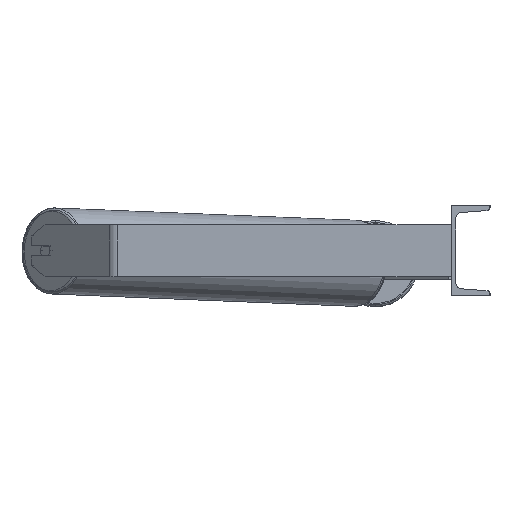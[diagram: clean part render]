
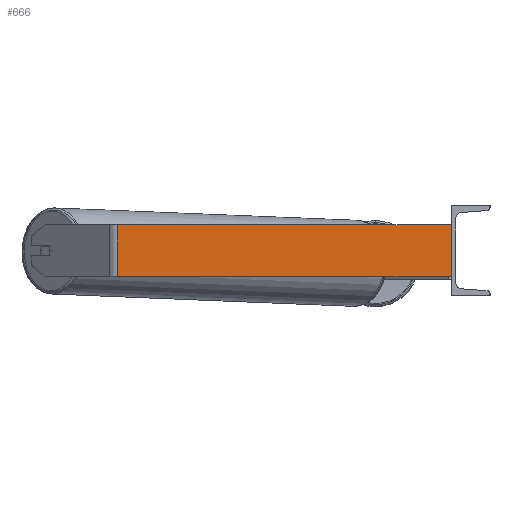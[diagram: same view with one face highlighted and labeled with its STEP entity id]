
A CAD part, left-side view. The second image highlights one B-rep face of the part: STEP entity #666.
In plain terms, the highlighted planar face has unit normal (-1, 0, 0).
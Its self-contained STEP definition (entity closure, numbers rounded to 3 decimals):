
#113 = LINE ( 'NONE', #2880, #7332 ) ;
#666 = ADVANCED_FACE ( 'NONE', ( #1702 ), #5148, .F. ) ;
#1285 = VECTOR ( 'NONE', #1473, 1000. ) ;
#1339 = VERTEX_POINT ( 'NONE', #4385 ) ;
#1350 = CARTESIAN_POINT ( 'NONE',  ( -985., 0., 40. ) ) ;
#1460 = EDGE_CURVE ( 'NONE', #3651, #6488, #113, .T. ) ;
#1473 = DIRECTION ( 'NONE',  ( 0., 0., -1. ) ) ;
#1613 = EDGE_CURVE ( 'NONE', #6488, #1339, #6092, .T. ) ;
#1664 = CARTESIAN_POINT ( 'NONE',  ( -985., 522.192, -40. ) ) ;
#1695 = EDGE_CURVE ( 'NONE', #3651, #8134, #3012, .T. ) ;
#1702 = FACE_OUTER_BOUND ( 'NONE', #8270, .T. ) ;
#1856 = VECTOR ( 'NONE', #7932, 1000. ) ;
#2867 = VECTOR ( 'NONE', #8902, 1000. ) ;
#2880 = CARTESIAN_POINT ( 'NONE',  ( -985., 522.192, 40. ) ) ;
#3012 = LINE ( 'NONE', #4945, #1285 ) ;
#3651 = VERTEX_POINT ( 'NONE', #4690 ) ;
#3697 = CARTESIAN_POINT ( 'NONE',  ( -985., 522.192, 40. ) ) ;
#3734 = CARTESIAN_POINT ( 'NONE',  ( -985., 0., 40. ) ) ;
#3788 = ORIENTED_EDGE ( 'NONE', *, *, #1460, .F. ) ;
#4385 = CARTESIAN_POINT ( 'NONE',  ( -985., 0., -40. ) ) ;
#4690 = CARTESIAN_POINT ( 'NONE',  ( -985., 515.565, 40. ) ) ;
#4945 = CARTESIAN_POINT ( 'NONE',  ( -985., 515.565, 40. ) ) ;
#5148 = PLANE ( 'NONE',  #6169 ) ;
#5227 = ORIENTED_EDGE ( 'NONE', *, *, #1613, .F. ) ;
#5450 = EDGE_CURVE ( 'NONE', #8134, #1339, #7238, .T. ) ;
#6092 = LINE ( 'NONE', #1350, #2867 ) ;
#6169 = AXIS2_PLACEMENT_3D ( 'NONE', #3697, #6442, #7912 ) ;
#6442 = DIRECTION ( 'NONE',  ( 1., 0., 0. ) ) ;
#6472 = CARTESIAN_POINT ( 'NONE',  ( -985., 515.565, -40. ) ) ;
#6488 = VERTEX_POINT ( 'NONE', #3734 ) ;
#7238 = LINE ( 'NONE', #1664, #1856 ) ;
#7332 = VECTOR ( 'NONE', #7861, 1000. ) ;
#7861 = DIRECTION ( 'NONE',  ( 0., -1., 0. ) ) ;
#7912 = DIRECTION ( 'NONE',  ( 0., 1., 0. ) ) ;
#7932 = DIRECTION ( 'NONE',  ( 0., -1., 0. ) ) ;
#8107 = ORIENTED_EDGE ( 'NONE', *, *, #5450, .T. ) ;
#8134 = VERTEX_POINT ( 'NONE', #6472 ) ;
#8270 = EDGE_LOOP ( 'NONE', ( #8107, #5227, #3788, #8977 ) ) ;
#8902 = DIRECTION ( 'NONE',  ( 0., 0., -1. ) ) ;
#8977 = ORIENTED_EDGE ( 'NONE', *, *, #1695, .T. ) ;
